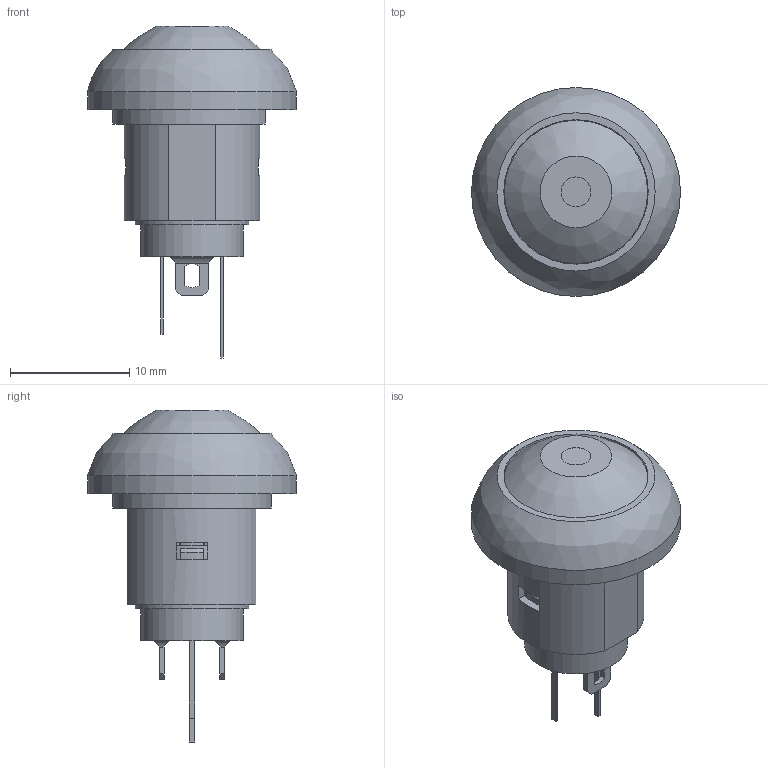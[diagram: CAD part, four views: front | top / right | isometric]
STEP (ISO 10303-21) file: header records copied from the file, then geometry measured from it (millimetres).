
FILE_DESCRIPTION((''),'2;1');
FILE_NAME('RP8300B2M1CEBLKREDGRN.stp','2011-09-13T16:20:19',('banderson'),(''),'Autodesk Inventor 11','Autodesk Inventor 11','');
FILE_SCHEMA(('AUTOMOTIVE_DESIGN { 1 0 10303 214 1 1 1 1 }'));
Length unit declared in the file: millimetre
Products named in the file (8): T083003.iam (LevelofDetail No Seal); RP8300 LED Housing; RP8100 Plunger; RP8100 Rubber Dome; RP8100 Moving Contact; RP8100 Base w LED; RP8100 M1 Terminal LED Base; RP8100 LED Btn Red
Assembly tree (7 placements, depth 2):
  T083003.iam (LevelofDetail No Seal)
    RP8300 LED Housing
    RP8100 Plunger
    RP8100 Rubber Dome
    RP8100 Moving Contact
    RP8100 Base w LED
    RP8100 M1 Terminal LED Base
    RP8100 LED Btn Red
Bounding box: 17.5 x 17.5 x 27.81 mm (x, y, z)
Volume: 1814.4 mm3; surface area: 3134.9 mm2
Topology: 8 solids, 8 shells, 196 faces, 473 edges, 308 vertices
Faces by surface type: plane 131, cylinder 47, cone 11, bspline 7
Full cylindrical faces by diameter (mm): 2.2 x1, 2.5 x2, 2.6 x1, 4 x1, 4.95 x1, 5.1 x1, 5.6 x1, 7 x1, 7.2 x1, 7.55 x1, 8.6 x2, 9.5 x1, 10 x2, 11.1 x1, 11.6 x1, 12 x1, 12.1 x1, 17.5 x1
Entity records: 5926 total; most frequent: CARTESIAN_POINT 1135, DIRECTION 980, ORIENTED_EDGE 884, EDGE_CURVE 442, AXIS2_PLACEMENT_3D 350, VERTEX_POINT 304, VECTOR 280, LINE 280
